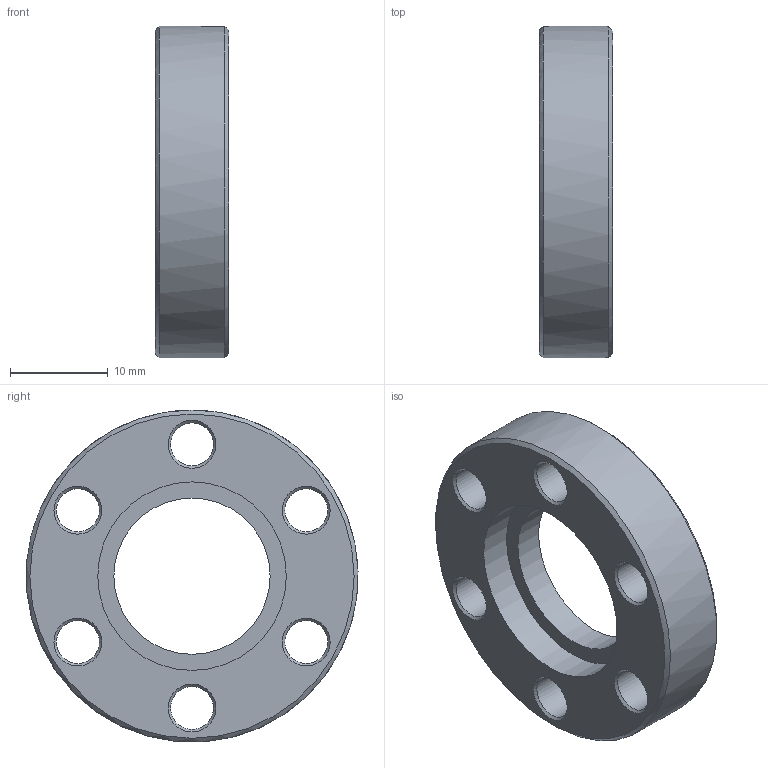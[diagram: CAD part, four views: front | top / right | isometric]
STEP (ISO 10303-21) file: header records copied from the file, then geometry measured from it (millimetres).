
FILE_DESCRIPTION (( 'STEP AP214' ), '1' );
FILE_NAME ('BS1CF1619FULLVAC.STEP', '2024-10-29T15:58:11', ( '' ), ( '' ), 'SwSTEP 2.0', 'SolidWorks 2017', '' );
FILE_SCHEMA (( 'AUTOMOTIVE_DESIGN' ));
Length unit declared in the file: millimetre
Products named in the file (1): BS1CF1619FULLVAC
Bounding box: 7.5 x 33.99 x 33.97 mm (x, y, z)
Volume: 4130.2 mm3; surface area: 2996 mm2
Topology: 1 solids, 1 shells, 34 faces, 86 edges, 55 vertices
Faces by surface type: cone 18, cylinder 10, plane 4, bspline 1, torus 1
Full cylindrical faces by diameter (mm): 4.4 x6, 16 x1, 19.3 x1, 34 x1
Entity records: 909 total; most frequent: CARTESIAN_POINT 191, DIRECTION 148, ORIENTED_EDGE 98, EDGE_LOOP 75, AXIS2_PLACEMENT_3D 73, EDGE_CURVE 49, FACE_OUTER_BOUND 45, VERTEX_POINT 44
